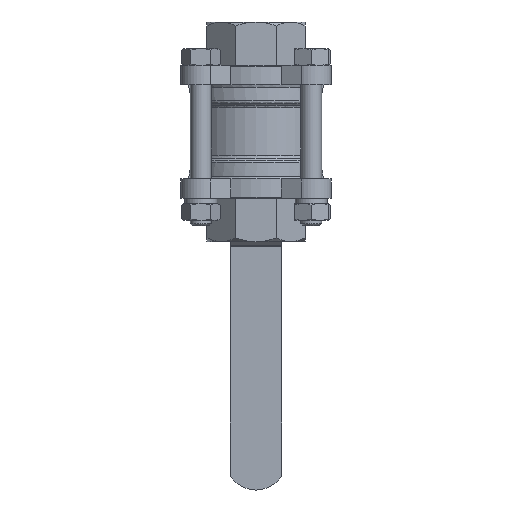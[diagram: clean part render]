
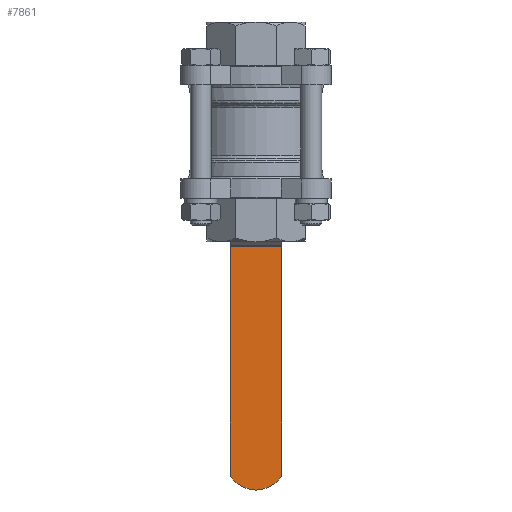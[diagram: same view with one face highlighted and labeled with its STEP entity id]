
A CAD part, front view. The second image highlights one B-rep face of the part: STEP entity #7861.
In plain terms, the highlighted planar face has unit normal (0, -1, 0).
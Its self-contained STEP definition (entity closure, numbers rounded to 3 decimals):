
#436=LINE('',#14222,#861);
#437=LINE('',#14225,#862);
#438=LINE('',#14229,#863);
#861=VECTOR('',#10746,1000.);
#862=VECTOR('',#10747,1000.);
#863=VECTOR('',#10750,1000.);
#1211=PLANE('',#8727);
#1591=CIRCLE('',#8728,12.);
#3708=ORIENTED_EDGE('',*,*,#4981,.T.);
#3709=ORIENTED_EDGE('',*,*,#4982,.T.);
#3710=ORIENTED_EDGE('',*,*,#4983,.T.);
#3711=ORIENTED_EDGE('',*,*,#4984,.T.);
#4981=EDGE_CURVE('',#5767,#5768,#436,.T.);
#4982=EDGE_CURVE('',#5768,#5769,#437,.T.);
#4983=EDGE_CURVE('',#5769,#5770,#1591,.F.);
#4984=EDGE_CURVE('',#5770,#5767,#438,.T.);
#5767=VERTEX_POINT('',#14223);
#5768=VERTEX_POINT('',#14224);
#5769=VERTEX_POINT('',#14226);
#5770=VERTEX_POINT('',#14228);
#6679=EDGE_LOOP('',(#3708,#3709,#3710,#3711));
#7250=FACE_BOUND('',#6679,.T.);
#7861=ADVANCED_FACE('',(#7250),#1211,.F.);
#8727=AXIS2_PLACEMENT_3D('',#14221,#10744,#10745);
#8728=AXIS2_PLACEMENT_3D('',#14227,#10748,#10749);
#10744=DIRECTION('',(0.,1.,0.));
#10745=DIRECTION('',(0.,0.,1.));
#10746=DIRECTION('',(-1.,0.,0.));
#10747=DIRECTION('',(0.,0.,-1.));
#10748=DIRECTION('',(0.,1.,0.));
#10749=DIRECTION('',(0.,0.,1.));
#10750=DIRECTION('',(0.,0.,1.));
#14221=CARTESIAN_POINT('',(11.25,22.,-44.157));
#14222=CARTESIAN_POINT('',(11.25,22.,-44.364));
#14223=CARTESIAN_POINT('',(10.,22.,-44.364));
#14224=CARTESIAN_POINT('',(-10.,22.,-44.364));
#14225=CARTESIAN_POINT('',(-10.,22.,-44.157));
#14226=CARTESIAN_POINT('',(-10.,22.,-133.133));
#14227=CARTESIAN_POINT('',(0.,22.,-126.5));
#14228=CARTESIAN_POINT('',(10.,22.,-133.133));
#14229=CARTESIAN_POINT('',(10.,22.,-44.157));
